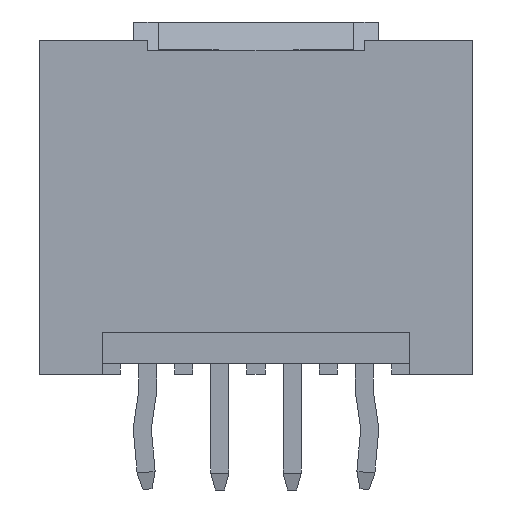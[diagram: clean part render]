
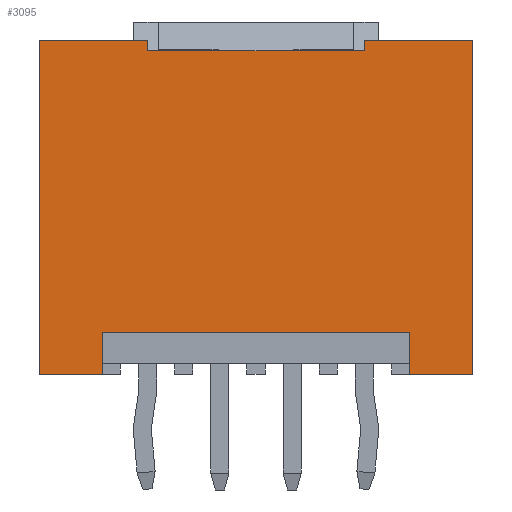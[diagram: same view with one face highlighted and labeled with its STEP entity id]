
A CAD part, front view. The second image highlights one B-rep face of the part: STEP entity #3095.
In plain terms, the highlighted planar face has unit normal (0, -1, 0).
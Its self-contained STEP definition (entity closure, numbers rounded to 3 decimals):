
#33=DIRECTION('',(0.,0.,-1.));
#34=VECTOR('',#33,9.25);
#35=CARTESIAN_POINT('',(-6.,-2.9,9.25));
#36=LINE('',#35,#34);
#261=DIRECTION('',(1.,0.,0.));
#262=VECTOR('',#261,6.);
#263=CARTESIAN_POINT('',(-3.,-2.9,8.95));
#264=LINE('',#263,#262);
#265=DIRECTION('',(0.,0.,-1.));
#266=VECTOR('',#265,0.3);
#267=CARTESIAN_POINT('',(3.,-2.9,9.25));
#268=LINE('',#267,#266);
#269=DIRECTION('',(1.,0.,0.));
#270=VECTOR('',#269,3.);
#271=CARTESIAN_POINT('',(3.,-2.9,9.25));
#272=LINE('',#271,#270);
#273=DIRECTION('',(0.,0.,-1.));
#274=VECTOR('',#273,1.15);
#275=CARTESIAN_POINT('',(4.25,-2.9,1.15));
#276=LINE('',#275,#274);
#277=DIRECTION('',(1.,0.,0.));
#278=VECTOR('',#277,8.5);
#279=CARTESIAN_POINT('',(-4.25,-2.9,1.15));
#280=LINE('',#279,#278);
#281=DIRECTION('',(0.,0.,-1.));
#282=VECTOR('',#281,1.15);
#283=CARTESIAN_POINT('',(-4.25,-2.9,1.15));
#284=LINE('',#283,#282);
#285=DIRECTION('',(1.,0.,0.));
#286=VECTOR('',#285,3.);
#287=CARTESIAN_POINT('',(-6.,-2.9,9.25));
#288=LINE('',#287,#286);
#289=DIRECTION('',(0.,0.,-1.));
#290=VECTOR('',#289,0.3);
#291=CARTESIAN_POINT('',(-3.,-2.9,9.25));
#292=LINE('',#291,#290);
#1070=DIRECTION('',(1.,0.,0.));
#1071=VECTOR('',#1070,1.75);
#1072=CARTESIAN_POINT('',(-6.,-2.9,0.));
#1073=LINE('',#1072,#1071);
#1078=DIRECTION('',(1.,0.,0.));
#1079=VECTOR('',#1078,1.75);
#1080=CARTESIAN_POINT('',(4.25,-2.9,0.));
#1081=LINE('',#1080,#1079);
#1158=DIRECTION('',(0.,0.,-1.));
#1159=VECTOR('',#1158,9.25);
#1160=CARTESIAN_POINT('',(6.,-2.9,9.25));
#1161=LINE('',#1160,#1159);
#2147=CARTESIAN_POINT('',(-6.,-2.9,9.25));
#2148=VERTEX_POINT('',#2147);
#2149=CARTESIAN_POINT('',(-6.,-2.9,0.));
#2150=VERTEX_POINT('',#2149);
#2163=CARTESIAN_POINT('',(6.,-2.9,9.25));
#2164=VERTEX_POINT('',#2163);
#2165=CARTESIAN_POINT('',(6.,-2.9,0.));
#2166=VERTEX_POINT('',#2165);
#2221=CARTESIAN_POINT('',(-4.25,-2.9,1.15));
#2222=CARTESIAN_POINT('',(-4.25,-2.9,0.));
#2223=VERTEX_POINT('',#2221);
#2224=VERTEX_POINT('',#2222);
#2225=CARTESIAN_POINT('',(4.25,-2.9,1.15));
#2226=CARTESIAN_POINT('',(4.25,-2.9,0.));
#2227=VERTEX_POINT('',#2225);
#2228=VERTEX_POINT('',#2226);
#2469=CARTESIAN_POINT('',(-3.,-2.9,8.95));
#2470=CARTESIAN_POINT('',(3.,-2.9,8.95));
#2471=VERTEX_POINT('',#2469);
#2472=VERTEX_POINT('',#2470);
#2473=CARTESIAN_POINT('',(3.,-2.9,9.25));
#2474=VERTEX_POINT('',#2473);
#2475=CARTESIAN_POINT('',(-3.,-2.9,9.25));
#2476=VERTEX_POINT('',#2475);
#3066=CARTESIAN_POINT('',(-6.,-2.9,9.25));
#3067=DIRECTION('',(0.,-1.,0.));
#3068=DIRECTION('',(0.,0.,-1.));
#3069=AXIS2_PLACEMENT_3D('',#3066,#3067,#3068);
#3070=PLANE('',#3069);
#3072=ORIENTED_EDGE('',*,*,#3071,.T.);
#3074=ORIENTED_EDGE('',*,*,#3073,.F.);
#3076=ORIENTED_EDGE('',*,*,#3075,.T.);
#3078=ORIENTED_EDGE('',*,*,#3077,.T.);
#3080=ORIENTED_EDGE('',*,*,#3079,.F.);
#3081=ORIENTED_EDGE('',*,*,#3035,.F.);
#3083=ORIENTED_EDGE('',*,*,#3082,.F.);
#3085=ORIENTED_EDGE('',*,*,#3084,.T.);
#3087=ORIENTED_EDGE('',*,*,#3086,.F.);
#3088=ORIENTED_EDGE('',*,*,#2846,.F.);
#3090=ORIENTED_EDGE('',*,*,#3089,.T.);
#3092=ORIENTED_EDGE('',*,*,#3091,.T.);
#3093=EDGE_LOOP('',(#3072,#3074,#3076,#3078,#3080,#3081,#3083,#3085,#3087,#3088,
#3090,#3092));
#3094=FACE_OUTER_BOUND('',#3093,.F.);
#3095=ADVANCED_FACE('',(#3094),#3070,.T.);
#2846=EDGE_CURVE('',#2148,#2150,#36,.T.);
#3035=EDGE_CURVE('',#2227,#2228,#276,.T.);
#3071=EDGE_CURVE('',#2471,#2472,#264,.T.);
#3073=EDGE_CURVE('',#2474,#2472,#268,.T.);
#3075=EDGE_CURVE('',#2474,#2164,#272,.T.);
#3077=EDGE_CURVE('',#2164,#2166,#1161,.T.);
#3079=EDGE_CURVE('',#2228,#2166,#1081,.T.);
#3082=EDGE_CURVE('',#2223,#2227,#280,.T.);
#3084=EDGE_CURVE('',#2223,#2224,#284,.T.);
#3086=EDGE_CURVE('',#2150,#2224,#1073,.T.);
#3089=EDGE_CURVE('',#2148,#2476,#288,.T.);
#3091=EDGE_CURVE('',#2476,#2471,#292,.T.);
